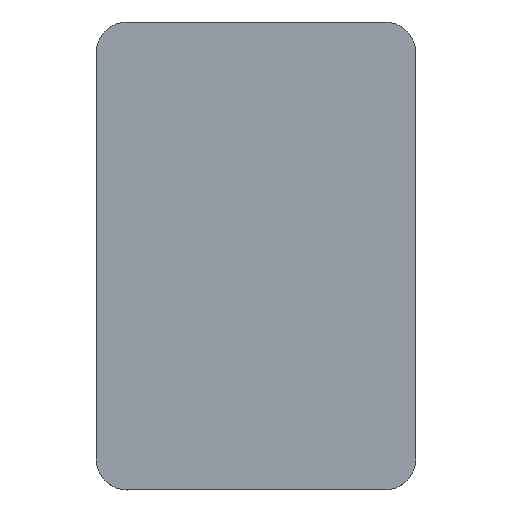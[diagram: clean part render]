
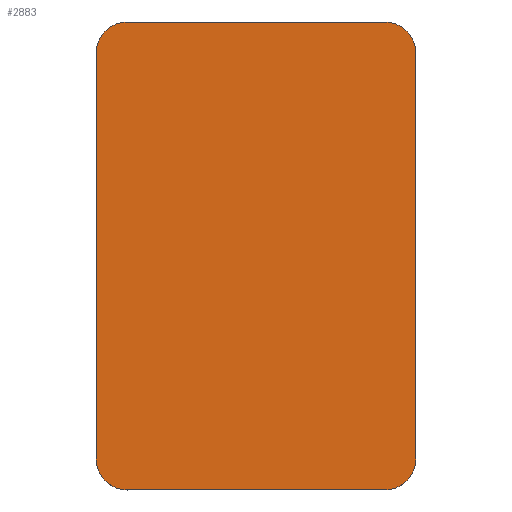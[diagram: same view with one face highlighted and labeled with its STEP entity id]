
A CAD part, top view. The second image highlights one B-rep face of the part: STEP entity #2883.
In plain terms, the highlighted planar face has unit normal (0, 0, 1).
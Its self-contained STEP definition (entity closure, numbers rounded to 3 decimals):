
#75=CIRCLE('',#3080,3.);
#76=CIRCLE('',#3083,3.);
#77=CIRCLE('',#3087,3.);
#78=CIRCLE('',#3090,3.);
#247=FACE_OUTER_BOUND('',#404,.T.);
#404=EDGE_LOOP('',(#2596,#2597,#2598,#2599,#2600,#2601,#2602,#2603));
#520=LINE('',#4155,#881);
#552=LINE('',#4235,#913);
#752=LINE('',#4646,#1113);
#760=LINE('',#4666,#1121);
#881=VECTOR('',#3372,10.);
#913=VECTOR('',#3450,10.);
#1113=VECTOR('',#3816,10.);
#1121=VECTOR('',#3838,10.);
#1222=VERTEX_POINT('',#4152);
#1223=VERTEX_POINT('',#4154);
#1247=VERTEX_POINT('',#4232);
#1248=VERTEX_POINT('',#4234);
#1375=VERTEX_POINT('',#4640);
#1376=VERTEX_POINT('',#4644);
#1380=VERTEX_POINT('',#4660);
#1381=VERTEX_POINT('',#4664);
#1526=EDGE_CURVE('',#1223,#1222,#520,.T.);
#1566=EDGE_CURVE('',#1248,#1247,#552,.T.);
#1771=EDGE_CURVE('',#1375,#1222,#75,.T.);
#1773=EDGE_CURVE('',#1375,#1376,#752,.T.);
#1774=EDGE_CURVE('',#1248,#1376,#76,.T.);
#1781=EDGE_CURVE('',#1380,#1247,#77,.T.);
#1783=EDGE_CURVE('',#1380,#1381,#760,.T.);
#1784=EDGE_CURVE('',#1223,#1381,#78,.T.);
#2596=ORIENTED_EDGE('',*,*,#1781,.F.);
#2597=ORIENTED_EDGE('',*,*,#1783,.T.);
#2598=ORIENTED_EDGE('',*,*,#1784,.F.);
#2599=ORIENTED_EDGE('',*,*,#1526,.T.);
#2600=ORIENTED_EDGE('',*,*,#1771,.F.);
#2601=ORIENTED_EDGE('',*,*,#1773,.T.);
#2602=ORIENTED_EDGE('',*,*,#1774,.F.);
#2603=ORIENTED_EDGE('',*,*,#1566,.T.);
#2728=PLANE('',#3098);
#2883=ADVANCED_FACE('',(#247),#2728,.T.);
#3080=AXIS2_PLACEMENT_3D('',#4642,#3811,#3812);
#3083=AXIS2_PLACEMENT_3D('',#4648,#3819,#3820);
#3087=AXIS2_PLACEMENT_3D('',#4662,#3833,#3834);
#3090=AXIS2_PLACEMENT_3D('',#4668,#3841,#3842);
#3098=AXIS2_PLACEMENT_3D('',#4682,#3862,#3863);
#3372=DIRECTION('',(-1.,0.,0.));
#3450=DIRECTION('',(1.,0.,0.));
#3811=DIRECTION('center_axis',(0.,0.,-1.));
#3812=DIRECTION('ref_axis',(-0.707,0.707,0.));
#3816=DIRECTION('',(0.,-1.,0.));
#3819=DIRECTION('center_axis',(0.,0.,-1.));
#3820=DIRECTION('ref_axis',(-0.707,-0.707,0.));
#3833=DIRECTION('center_axis',(0.,0.,-1.));
#3834=DIRECTION('ref_axis',(0.707,-0.707,0.));
#3838=DIRECTION('',(0.,1.,0.));
#3841=DIRECTION('center_axis',(0.,0.,-1.));
#3842=DIRECTION('ref_axis',(0.707,0.707,0.));
#3862=DIRECTION('center_axis',(0.,0.,1.));
#3863=DIRECTION('ref_axis',(1.,0.,0.));
#4152=CARTESIAN_POINT('',(-12.5,22.7,8.38));
#4154=CARTESIAN_POINT('',(12.5,22.7,8.38));
#4155=CARTESIAN_POINT('',(-12.9,22.7,8.38));
#4232=CARTESIAN_POINT('',(12.5,-22.7,8.38));
#4234=CARTESIAN_POINT('',(-12.5,-22.7,8.38));
#4235=CARTESIAN_POINT('',(-15.5,-22.7,8.38));
#4640=CARTESIAN_POINT('',(-15.5,19.7,8.38));
#4642=CARTESIAN_POINT('Origin',(-12.5,19.7,8.38));
#4644=CARTESIAN_POINT('',(-15.5,-19.7,8.38));
#4646=CARTESIAN_POINT('',(-15.5,22.7,8.38));
#4648=CARTESIAN_POINT('Origin',(-12.5,-19.7,8.38));
#4660=CARTESIAN_POINT('',(15.5,-19.7,8.38));
#4662=CARTESIAN_POINT('Origin',(12.5,-19.7,8.38));
#4664=CARTESIAN_POINT('',(15.5,19.7,8.38));
#4666=CARTESIAN_POINT('',(15.5,-22.7,8.38));
#4668=CARTESIAN_POINT('Origin',(12.5,19.7,8.38));
#4682=CARTESIAN_POINT('Origin',(0.,0.,
8.38));
